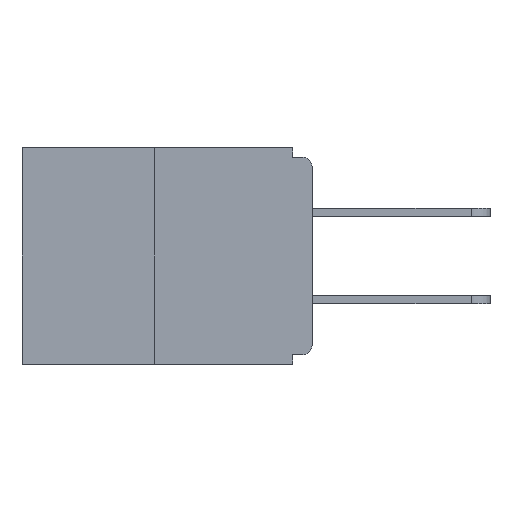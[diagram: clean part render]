
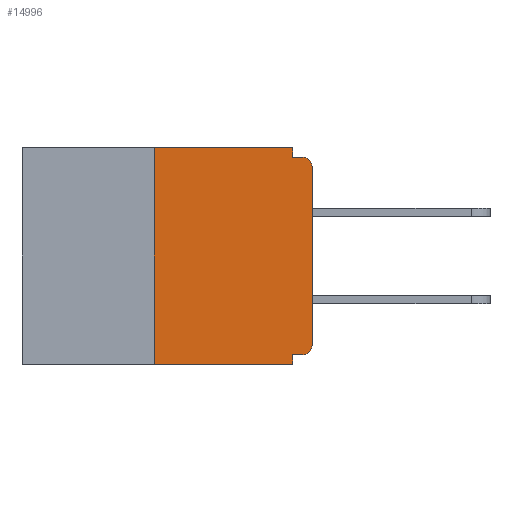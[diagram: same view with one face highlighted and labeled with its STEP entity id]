
A CAD part, left-side view. The second image highlights one B-rep face of the part: STEP entity #14996.
In plain terms, the highlighted planar face has unit normal (-1, 0, 0).
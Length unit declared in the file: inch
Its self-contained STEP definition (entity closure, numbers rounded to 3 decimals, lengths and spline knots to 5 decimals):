
#41 = ORIENTED_EDGE ( 'NONE', *, *, #17539, .F. ) ;
#338 = DIRECTION ( 'NONE',  ( 0., 0., -1. ) ) ;
#415 = VERTEX_POINT ( 'NONE', #18364 ) ;
#483 = PLANE ( 'NONE',  #6640 ) ;
#939 = CARTESIAN_POINT ( 'NONE',  ( 0., 0., 0. ) ) ;
#991 = EDGE_CURVE ( 'NONE', #9544, #15774, #1090, .T. ) ;
#1090 = LINE ( 'NONE', #18982, #8064 ) ;
#1501 = VECTOR ( 'NONE', #8681, 39.37008 ) ;
#1502 = DIRECTION ( 'NONE',  ( -1., 0., 0. ) ) ;
#1644 = CARTESIAN_POINT ( 'NONE',  ( 0., 0.031, 0. ) ) ;
#1767 = VERTEX_POINT ( 'NONE', #5857 ) ;
#2086 = VERTEX_POINT ( 'NONE', #14978 ) ;
#2200 = ORIENTED_EDGE ( 'NONE', *, *, #991, .T. ) ;
#3339 = CARTESIAN_POINT ( 'NONE',  ( 0., 0.015, -0.015 ) ) ;
#3414 = ORIENTED_EDGE ( 'NONE', *, *, #4158, .F. ) ;
#3722 = VECTOR ( 'NONE', #18652, 39.37008 ) ;
#4132 = LINE ( 'NONE', #12958, #8127 ) ;
#4158 = EDGE_CURVE ( 'NONE', #2086, #15774, #8453, .T. ) ;
#4616 = DIRECTION ( 'NONE',  ( 0., -1., 0. ) ) ;
#4776 = EDGE_CURVE ( 'NONE', #10265, #20255, #12150, .T. ) ;
#4795 = LINE ( 'NONE', #9292, #13057 ) ;
#4891 = VERTEX_POINT ( 'NONE', #3339 ) ;
#4931 = VECTOR ( 'NONE', #14778, 39.37008 ) ;
#5018 = LINE ( 'NONE', #939, #1501 ) ;
#5307 = CARTESIAN_POINT ( 'NONE',  ( 0., 0., -0.328 ) ) ;
#5823 = CARTESIAN_POINT ( 'NONE',  ( 0., 0., -0.015 ) ) ;
#5857 = CARTESIAN_POINT ( 'NONE',  ( 0., 0.031, -0.015 ) ) ;
#6315 = EDGE_CURVE ( 'NONE', #20255, #16604, #5018, .T. ) ;
#6372 = EDGE_LOOP ( 'NONE', ( #41, #10084, #2200, #3414, #20718, #18749, #8831, #8000, #7626, #9040 ) ) ;
#6603 = DIRECTION ( 'NONE',  ( 1., 0., 0. ) ) ;
#6640 = AXIS2_PLACEMENT_3D ( 'NONE', #14621, #6603, #338 ) ;
#6908 = DIRECTION ( 'NONE',  ( 0., 1., 0. ) ) ;
#6998 = CARTESIAN_POINT ( 'NONE',  ( 0., 0., -0.313 ) ) ;
#7002 = CARTESIAN_POINT ( 'NONE',  ( 0., 0.031, -0.343 ) ) ;
#7626 = ORIENTED_EDGE ( 'NONE', *, *, #19776, .F. ) ;
#7754 = DIRECTION ( 'NONE',  ( 0., 0., -1. ) ) ;
#7926 = DIRECTION ( 'NONE',  ( 0., 0., -1. ) ) ;
#8000 = ORIENTED_EDGE ( 'NONE', *, *, #13576, .T. ) ;
#8064 = VECTOR ( 'NONE', #4616, 39.37008 ) ;
#8127 = VECTOR ( 'NONE', #9658, 39.37008 ) ;
#8453 = LINE ( 'NONE', #11660, #4931 ) ;
#8681 = DIRECTION ( 'NONE',  ( 0., 0., 1. ) ) ;
#8831 = ORIENTED_EDGE ( 'NONE', *, *, #6315, .T. ) ;
#9040 = ORIENTED_EDGE ( 'NONE', *, *, #16155, .F. ) ;
#9290 = VECTOR ( 'NONE', #17982, 39.37008 ) ;
#9292 = CARTESIAN_POINT ( 'NONE',  ( 0., 0.46, 0. ) ) ;
#9544 = VERTEX_POINT ( 'NONE', #12086 ) ;
#9658 = DIRECTION ( 'NONE',  ( 0., 0., -1. ) ) ;
#10084 = ORIENTED_EDGE ( 'NONE', *, *, #18451, .F. ) ;
#10265 = VERTEX_POINT ( 'NONE', #17953 ) ;
#10402 = AXIS2_PLACEMENT_3D ( 'NONE', #11057, #1502, #7926 ) ;
#10678 = CIRCLE ( 'NONE', #10402, 0.015 ) ;
#11057 = CARTESIAN_POINT ( 'NONE',  ( 0., 0.015, -0.03 ) ) ;
#11159 = EDGE_CURVE ( 'NONE', #10265, #2086, #13643, .T. ) ;
#11660 = CARTESIAN_POINT ( 'NONE',  ( 0., 0.031, -0.343 ) ) ;
#12086 = CARTESIAN_POINT ( 'NONE',  ( 0., 0.25, -0.343 ) ) ;
#12150 = CIRCLE ( 'NONE', #15005, 0.015 ) ;
#12284 = LINE ( 'NONE', #13126, #9290 ) ;
#12549 = DIRECTION ( 'NONE',  ( 0., -1., 0. ) ) ;
#12958 = CARTESIAN_POINT ( 'NONE',  ( 0., 0.031, 0. ) ) ;
#13057 = VECTOR ( 'NONE', #12549, 39.37008 ) ;
#13126 = CARTESIAN_POINT ( 'NONE',  ( 0., 0.25, 0. ) ) ;
#13576 = EDGE_CURVE ( 'NONE', #16604, #4891, #10678, .T. ) ;
#13643 = LINE ( 'NONE', #5307, #14404 ) ;
#14133 = DIRECTION ( 'NONE',  ( -1., 0., 0. ) ) ;
#14404 = VECTOR ( 'NONE', #6908, 39.37008 ) ;
#14453 = VERTEX_POINT ( 'NONE', #1644 ) ;
#14621 = CARTESIAN_POINT ( 'NONE',  ( 0., 0.46, 0. ) ) ;
#14778 = DIRECTION ( 'NONE',  ( 0., 0., -1. ) ) ;
#14978 = CARTESIAN_POINT ( 'NONE',  ( 0., 0.031, -0.328 ) ) ;
#14996 = ADVANCED_FACE ( 'NONE', ( #18346 ), #483, .F. ) ;
#15005 = AXIS2_PLACEMENT_3D ( 'NONE', #15765, #14133, #7754 ) ;
#15765 = CARTESIAN_POINT ( 'NONE',  ( 0., 0.015, -0.313 ) ) ;
#15774 = VERTEX_POINT ( 'NONE', #7002 ) ;
#16155 = EDGE_CURVE ( 'NONE', #14453, #1767, #4132, .T. ) ;
#16350 = CARTESIAN_POINT ( 'NONE',  ( 0., 0., -0.03 ) ) ;
#16604 = VERTEX_POINT ( 'NONE', #16350 ) ;
#17539 = EDGE_CURVE ( 'NONE', #415, #14453, #4795, .T. ) ;
#17953 = CARTESIAN_POINT ( 'NONE',  ( 0., 0.015, -0.328 ) ) ;
#17982 = DIRECTION ( 'NONE',  ( 0., 0., 1. ) ) ;
#18346 = FACE_OUTER_BOUND ( 'NONE', #6372, .T. ) ;
#18364 = CARTESIAN_POINT ( 'NONE',  ( 0., 0.25, 0. ) ) ;
#18451 = EDGE_CURVE ( 'NONE', #9544, #415, #12284, .T. ) ;
#18652 = DIRECTION ( 'NONE',  ( 0., -1., 0. ) ) ;
#18749 = ORIENTED_EDGE ( 'NONE', *, *, #4776, .T. ) ;
#18982 = CARTESIAN_POINT ( 'NONE',  ( 0., 0.46, -0.343 ) ) ;
#19776 = EDGE_CURVE ( 'NONE', #1767, #4891, #20752, .T. ) ;
#20255 = VERTEX_POINT ( 'NONE', #6998 ) ;
#20718 = ORIENTED_EDGE ( 'NONE', *, *, #11159, .F. ) ;
#20752 = LINE ( 'NONE', #5823, #3722 ) ;
